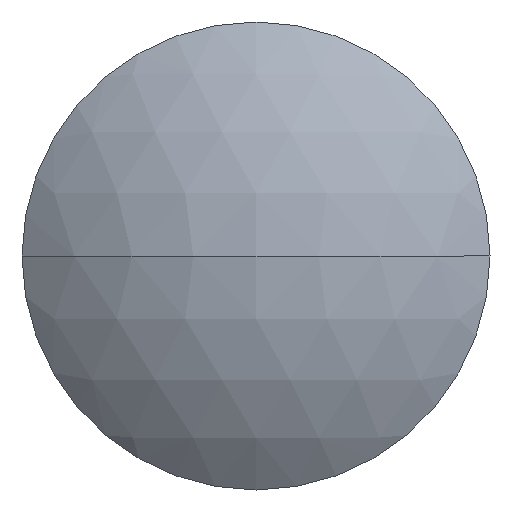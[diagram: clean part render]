
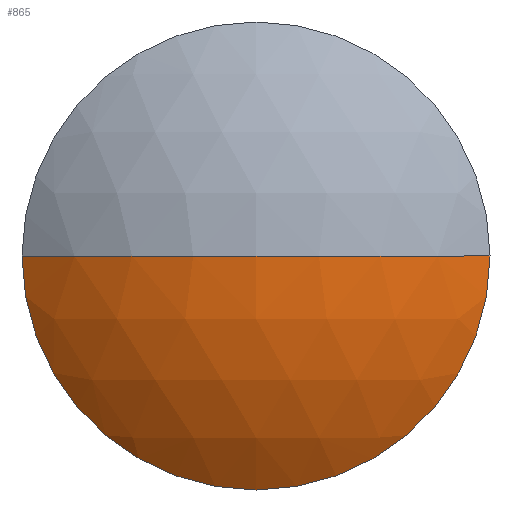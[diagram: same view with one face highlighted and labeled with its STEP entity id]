
A CAD part, left-side view. The second image highlights one B-rep face of the part: STEP entity #865.
In plain terms, the highlighted spherical face has radius 16 mm.
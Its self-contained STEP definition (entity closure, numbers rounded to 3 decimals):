
#10 = VERTEX_POINT ( 'NONE', #1177 ) ;
#96 = EDGE_LOOP ( 'NONE', ( #930, #1578, #187 ) ) ;
#131 = EDGE_CURVE ( 'NONE', #389, #420, #1812, .T. ) ;
#187 = ORIENTED_EDGE ( 'NONE', *, *, #131, .F. ) ;
#200 = DIRECTION ( 'NONE',  ( 0., -1., 0. ) ) ;
#349 = SPHERICAL_SURFACE ( 'NONE', #860, 16. ) ;
#389 = VERTEX_POINT ( 'NONE', #866 ) ;
#420 = VERTEX_POINT ( 'NONE', #1600 ) ;
#430 = DIRECTION ( 'NONE',  ( 1., 0., 0. ) ) ;
#509 = FACE_OUTER_BOUND ( 'NONE', #96, .T. ) ;
#556 = CARTESIAN_POINT ( 'NONE',  ( 11.5, 0., 0. ) ) ;
#571 = EDGE_CURVE ( 'NONE', #10, #389, #775, .T. ) ;
#577 = DIRECTION ( 'NONE',  ( 0., 0., -1. ) ) ;
#723 = CARTESIAN_POINT ( 'NONE',  ( 11.5, 0., 0. ) ) ;
#775 = CIRCLE ( 'NONE', #1407, 16. ) ;
#860 = AXIS2_PLACEMENT_3D ( 'NONE', #894, #1453, #200 ) ;
#865 = ADVANCED_FACE ( 'NONE', ( #509 ), #349, .T. ) ;
#866 = CARTESIAN_POINT ( 'NONE',  ( -0.99, -10., 0. ) ) ;
#894 = CARTESIAN_POINT ( 'NONE',  ( 11.5, 0., 0. ) ) ;
#927 = DIRECTION ( 'NONE',  ( 1., 0., 0. ) ) ;
#930 = ORIENTED_EDGE ( 'NONE', *, *, #571, .F. ) ;
#963 = DIRECTION ( 'NONE',  ( 0., 1., 0. ) ) ;
#1177 = CARTESIAN_POINT ( 'NONE',  ( -4.5, 0., 0. ) ) ;
#1287 = DIRECTION ( 'NONE',  ( 0., 1., 0. ) ) ;
#1361 = DIRECTION ( 'NONE',  ( 0., 0., 1. ) ) ;
#1407 = AXIS2_PLACEMENT_3D ( 'NONE', #556, #1361, #430 ) ;
#1453 = DIRECTION ( 'NONE',  ( 0., 0., -1. ) ) ;
#1474 = EDGE_CURVE ( 'NONE', #10, #420, #1630, .T. ) ;
#1511 = CARTESIAN_POINT ( 'NONE',  ( -0.99, 0., 0. ) ) ;
#1578 = ORIENTED_EDGE ( 'NONE', *, *, #1474, .T. ) ;
#1600 = CARTESIAN_POINT ( 'NONE',  ( -0.99, 10., 0. ) ) ;
#1630 = CIRCLE ( 'NONE', #1658, 16. ) ;
#1658 = AXIS2_PLACEMENT_3D ( 'NONE', #723, #577, #1287 ) ;
#1718 = AXIS2_PLACEMENT_3D ( 'NONE', #1511, #927, #963 ) ;
#1812 = CIRCLE ( 'NONE', #1718, 10. ) ;
